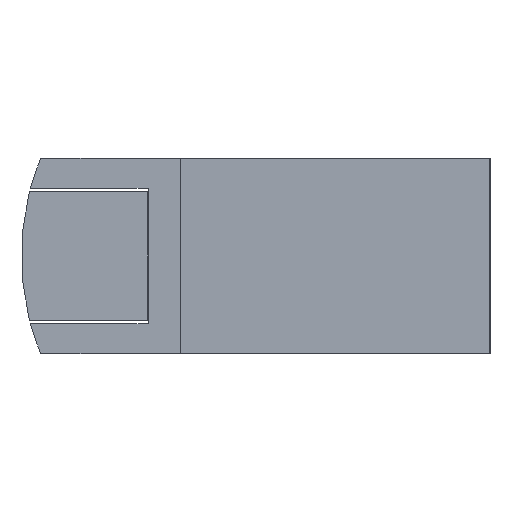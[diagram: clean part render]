
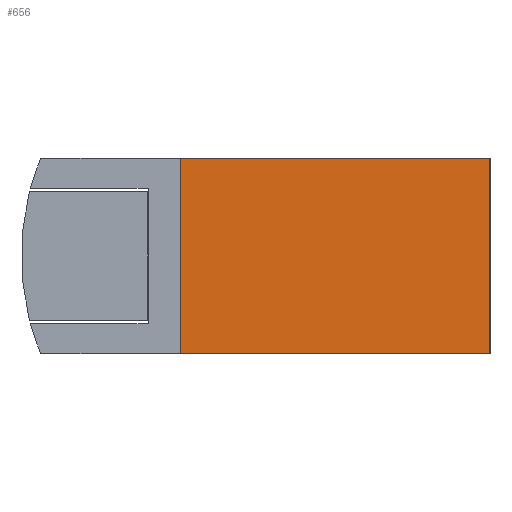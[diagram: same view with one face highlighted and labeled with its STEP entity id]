
A CAD part, left-side view. The second image highlights one B-rep face of the part: STEP entity #656.
In plain terms, the highlighted planar face has unit normal (-1, 0, 0).
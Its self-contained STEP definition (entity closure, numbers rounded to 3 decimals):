
#41 = PLANE ( 'NONE',  #372 ) ;
#44 = CARTESIAN_POINT ( 'NONE',  ( -118., 0., -6. ) ) ;
#95 = VERTEX_POINT ( 'NONE', #523 ) ;
#116 = CARTESIAN_POINT ( 'NONE',  ( -118., -19., -6. ) ) ;
#136 = EDGE_LOOP ( 'NONE', ( #911, #138, #1094, #986 ) ) ;
#138 = ORIENTED_EDGE ( 'NONE', *, *, #224, .F. ) ;
#164 = VECTOR ( 'NONE', #758, 1000. ) ;
#208 = LINE ( 'NONE', #725, #932 ) ;
#213 = FACE_OUTER_BOUND ( 'NONE', #136, .T. ) ;
#224 = EDGE_CURVE ( 'NONE', #710, #699, #345, .T. ) ;
#298 = DIRECTION ( 'NONE',  ( 0., 0., -1. ) ) ;
#312 = CARTESIAN_POINT ( 'NONE',  ( -118., -19., 6. ) ) ;
#345 = LINE ( 'NONE', #355, #873 ) ;
#355 = CARTESIAN_POINT ( 'NONE',  ( -118., -19., -6. ) ) ;
#372 = AXIS2_PLACEMENT_3D ( 'NONE', #1045, #707, #1059 ) ;
#438 = EDGE_CURVE ( 'NONE', #810, #699, #208, .T. ) ;
#509 = LINE ( 'NONE', #312, #164 ) ;
#521 = LINE ( 'NONE', #684, #784 ) ;
#523 = CARTESIAN_POINT ( 'NONE',  ( -118., -19., 6. ) ) ;
#533 = DIRECTION ( 'NONE',  ( 0., 0., -1. ) ) ;
#568 = EDGE_CURVE ( 'NONE', #95, #710, #521, .T. ) ;
#656 = ADVANCED_FACE ( 'NONE', ( #213 ), #41, .F. ) ;
#684 = CARTESIAN_POINT ( 'NONE',  ( -118., -19., 6. ) ) ;
#685 = DIRECTION ( 'NONE',  ( 0., 1., 0. ) ) ;
#699 = VERTEX_POINT ( 'NONE', #44 ) ;
#707 = DIRECTION ( 'NONE',  ( 1., 0., 0. ) ) ;
#710 = VERTEX_POINT ( 'NONE', #116 ) ;
#725 = CARTESIAN_POINT ( 'NONE',  ( -118., 0., 6. ) ) ;
#758 = DIRECTION ( 'NONE',  ( 0., 1., 0. ) ) ;
#784 = VECTOR ( 'NONE', #533, 1000. ) ;
#810 = VERTEX_POINT ( 'NONE', #831 ) ;
#831 = CARTESIAN_POINT ( 'NONE',  ( -118., 0., 6. ) ) ;
#855 = EDGE_CURVE ( 'NONE', #95, #810, #509, .T. ) ;
#873 = VECTOR ( 'NONE', #685, 1000. ) ;
#911 = ORIENTED_EDGE ( 'NONE', *, *, #438, .T. ) ;
#932 = VECTOR ( 'NONE', #298, 1000. ) ;
#986 = ORIENTED_EDGE ( 'NONE', *, *, #855, .T. ) ;
#1045 = CARTESIAN_POINT ( 'NONE',  ( -118., -19., 6. ) ) ;
#1059 = DIRECTION ( 'NONE',  ( 0., 0., -1. ) ) ;
#1094 = ORIENTED_EDGE ( 'NONE', *, *, #568, .F. ) ;
